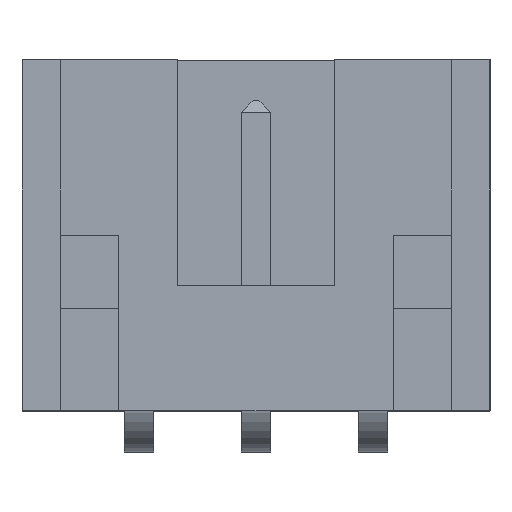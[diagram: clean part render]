
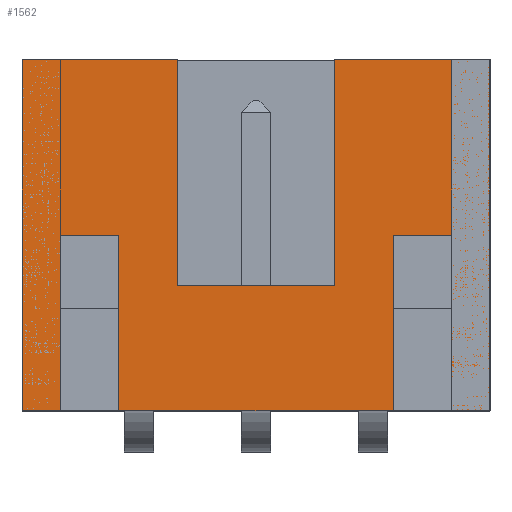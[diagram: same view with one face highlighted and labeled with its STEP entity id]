
A CAD part, top view. The second image highlights one B-rep face of the part: STEP entity #1562.
In plain terms, the highlighted planar face has unit normal (0, 0, 1).
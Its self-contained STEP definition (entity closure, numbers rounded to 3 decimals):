
#1 = VECTOR ( 'NONE', #714, 1000. ) ;
#5 = VECTOR ( 'NONE', #1563, 1000. ) ;
#48 = LINE ( 'NONE', #1084, #1710 ) ;
#55 = ORIENTED_EDGE ( 'NONE', *, *, #2162, .T. ) ;
#64 = VERTEX_POINT ( 'NONE', #2029 ) ;
#69 = LINE ( 'NONE', #1956, #5 ) ;
#71 = EDGE_CURVE ( 'NONE', #1030, #1742, #794, .T. ) ;
#80 = CARTESIAN_POINT ( 'NONE',  ( 0., 0., 0.65 ) ) ;
#124 = EDGE_CURVE ( 'NONE', #2749, #1109, #1916, .T. ) ;
#135 = EDGE_CURVE ( 'NONE', #716, #1030, #1598, .T. ) ;
#177 = ORIENTED_EDGE ( 'NONE', *, *, #71, .T. ) ;
#248 = CARTESIAN_POINT ( 'NONE',  ( 5.35, 2.134, 0.65 ) ) ;
#289 = EDGE_CURVE ( 'NONE', #876, #2572, #48, .T. ) ;
#329 = CARTESIAN_POINT ( 'NONE',  ( 5.35, 0., 0.65 ) ) ;
#349 = CARTESIAN_POINT ( 'NONE',  ( 8., 6., 0.65 ) ) ;
#358 = DIRECTION ( 'NONE',  ( 1., 0., 0. ) ) ;
#387 = ORIENTED_EDGE ( 'NONE', *, *, #1686, .T. ) ;
#418 = ORIENTED_EDGE ( 'NONE', *, *, #2718, .T. ) ;
#426 = DIRECTION ( 'NONE',  ( -1., 0., 0. ) ) ;
#429 = CARTESIAN_POINT ( 'NONE',  ( 8., 0., 0.65 ) ) ;
#446 = CARTESIAN_POINT ( 'NONE',  ( 1.65, 0., 0.65 ) ) ;
#455 = ORIENTED_EDGE ( 'NONE', *, *, #135, .T. ) ;
#480 = VERTEX_POINT ( 'NONE', #2219 ) ;
#550 = CARTESIAN_POINT ( 'NONE',  ( 6.35, 3., 0.65 ) ) ;
#669 = VECTOR ( 'NONE', #2050, 1000. ) ;
#677 = LINE ( 'NONE', #798, #2564 ) ;
#714 = DIRECTION ( 'NONE',  ( -1., 0., 0. ) ) ;
#716 = VERTEX_POINT ( 'NONE', #446 ) ;
#720 = CARTESIAN_POINT ( 'NONE',  ( 0., 3., 0.65 ) ) ;
#736 = VECTOR ( 'NONE', #1443, 1000. ) ;
#741 = EDGE_CURVE ( 'NONE', #1109, #2295, #1078, .T. ) ;
#787 = CARTESIAN_POINT ( 'NONE',  ( 0.65, 3., 0.65 ) ) ;
#794 = LINE ( 'NONE', #1631, #1318 ) ;
#798 = CARTESIAN_POINT ( 'NONE',  ( 2.65, 0., 0.65 ) ) ;
#807 = VECTOR ( 'NONE', #1688, 1000. ) ;
#809 = CARTESIAN_POINT ( 'NONE',  ( 0., 0., 0.65 ) ) ;
#813 = CARTESIAN_POINT ( 'NONE',  ( 7.35, 0., 0.65 ) ) ;
#818 = CARTESIAN_POINT ( 'NONE',  ( 0.65, 0., 0.65 ) ) ;
#868 = CARTESIAN_POINT ( 'NONE',  ( 0., 0., 0.65 ) ) ;
#876 = VERTEX_POINT ( 'NONE', #2618 ) ;
#898 = EDGE_LOOP ( 'NONE', ( #387, #2021, #55, #1189, #1898, #2173, #1741, #455, #177, #1415, #1317, #418, #1644, #2419, #1098, #2429 ) ) ;
#901 = CARTESIAN_POINT ( 'NONE',  ( 1.65, 3., 0.65 ) ) ;
#924 = EDGE_CURVE ( 'NONE', #1742, #64, #1080, .T. ) ;
#936 = VECTOR ( 'NONE', #1158, 1000. ) ;
#979 = EDGE_CURVE ( 'NONE', #2239, #1680, #2249, .T. ) ;
#1030 = VERTEX_POINT ( 'NONE', #2481 ) ;
#1039 = CARTESIAN_POINT ( 'NONE',  ( 0.65, 0., 0.65 ) ) ;
#1057 = DIRECTION ( 'NONE',  ( 1., 0., 0. ) ) ;
#1078 = LINE ( 'NONE', #2335, #1745 ) ;
#1080 = LINE ( 'NONE', #720, #2764 ) ;
#1084 = CARTESIAN_POINT ( 'NONE',  ( 0., 6., 0.65 ) ) ;
#1098 = ORIENTED_EDGE ( 'NONE', *, *, #1616, .T. ) ;
#1109 = VERTEX_POINT ( 'NONE', #787 ) ;
#1141 = LINE ( 'NONE', #2558, #1835 ) ;
#1158 = DIRECTION ( 'NONE',  ( 0., 1., 0. ) ) ;
#1189 = ORIENTED_EDGE ( 'NONE', *, *, #1872, .T. ) ;
#1201 = LINE ( 'NONE', #2699, #669 ) ;
#1220 = DIRECTION ( 'NONE',  ( 1., 0., 0. ) ) ;
#1317 = ORIENTED_EDGE ( 'NONE', *, *, #2757, .T. ) ;
#1318 = VECTOR ( 'NONE', #2497, 1000. ) ;
#1383 = VERTEX_POINT ( 'NONE', #248 ) ;
#1415 = ORIENTED_EDGE ( 'NONE', *, *, #924, .T. ) ;
#1443 = DIRECTION ( 'NONE',  ( 0., -1., 0. ) ) ;
#1449 = EDGE_CURVE ( 'NONE', #1383, #480, #69, .T. ) ;
#1467 = AXIS2_PLACEMENT_3D ( 'NONE', #80, #2232, #1766 ) ;
#1492 = DIRECTION ( 'NONE',  ( 1., 0., 0. ) ) ;
#1515 = CARTESIAN_POINT ( 'NONE',  ( 0., 6., 0.65 ) ) ;
#1562 = ADVANCED_FACE ( 'NONE', ( #2220 ), #1803, .T. ) ;
#1563 = DIRECTION ( 'NONE',  ( -1., 0., 0. ) ) ;
#1581 = LINE ( 'NONE', #1515, #1 ) ;
#1598 = LINE ( 'NONE', #2530, #2746 ) ;
#1616 = EDGE_CURVE ( 'NONE', #2786, #1383, #2337, .T. ) ;
#1631 = CARTESIAN_POINT ( 'NONE',  ( 6.35, 0., 0.65 ) ) ;
#1644 = ORIENTED_EDGE ( 'NONE', *, *, #979, .T. ) ;
#1680 = VERTEX_POINT ( 'NONE', #349 ) ;
#1686 = EDGE_CURVE ( 'NONE', #480, #876, #677, .T. ) ;
#1688 = DIRECTION ( 'NONE',  ( 0., -1., 0. ) ) ;
#1710 = VECTOR ( 'NONE', #426, 1000. ) ;
#1741 = ORIENTED_EDGE ( 'NONE', *, *, #2700, .T. ) ;
#1742 = VERTEX_POINT ( 'NONE', #550 ) ;
#1745 = VECTOR ( 'NONE', #1492, 1000. ) ;
#1753 = LINE ( 'NONE', #809, #1901 ) ;
#1766 = DIRECTION ( 'NONE',  ( 1., 0., 0. ) ) ;
#1770 = VERTEX_POINT ( 'NONE', #2724 ) ;
#1803 = PLANE ( 'NONE',  #1467 ) ;
#1817 = DIRECTION ( 'NONE',  ( 1., 0., 0. ) ) ;
#1835 = VECTOR ( 'NONE', #1057, 1000. ) ;
#1872 = EDGE_CURVE ( 'NONE', #1770, #2749, #1141, .T. ) ;
#1898 = ORIENTED_EDGE ( 'NONE', *, *, #124, .T. ) ;
#1901 = VECTOR ( 'NONE', #1220, 1000. ) ;
#1916 = LINE ( 'NONE', #1039, #2084 ) ;
#1956 = CARTESIAN_POINT ( 'NONE',  ( 0., 2.134, 0.65 ) ) ;
#1963 = VERTEX_POINT ( 'NONE', #813 ) ;
#2021 = ORIENTED_EDGE ( 'NONE', *, *, #289, .T. ) ;
#2029 = CARTESIAN_POINT ( 'NONE',  ( 7.35, 3., 0.65 ) ) ;
#2050 = DIRECTION ( 'NONE',  ( 0., -1., 0. ) ) ;
#2078 = CARTESIAN_POINT ( 'NONE',  ( 7.35, 0., 0.65 ) ) ;
#2084 = VECTOR ( 'NONE', #2307, 1000. ) ;
#2162 = EDGE_CURVE ( 'NONE', #2572, #1770, #2517, .T. ) ;
#2173 = ORIENTED_EDGE ( 'NONE', *, *, #741, .T. ) ;
#2219 = CARTESIAN_POINT ( 'NONE',  ( 2.65, 2.134, 0.65 ) ) ;
#2220 = FACE_OUTER_BOUND ( 'NONE', #898, .T. ) ;
#2225 = CARTESIAN_POINT ( 'NONE',  ( 8., 0., 0.65 ) ) ;
#2232 = DIRECTION ( 'NONE',  ( 0., 0., 1. ) ) ;
#2239 = VERTEX_POINT ( 'NONE', #429 ) ;
#2249 = LINE ( 'NONE', #2225, #936 ) ;
#2259 = VECTOR ( 'NONE', #2272, 1000. ) ;
#2264 = DIRECTION ( 'NONE',  ( 0., 1., 0. ) ) ;
#2272 = DIRECTION ( 'NONE',  ( 0., -1., 0. ) ) ;
#2295 = VERTEX_POINT ( 'NONE', #901 ) ;
#2307 = DIRECTION ( 'NONE',  ( 0., 1., 0. ) ) ;
#2335 = CARTESIAN_POINT ( 'NONE',  ( 0., 3., 0.65 ) ) ;
#2337 = LINE ( 'NONE', #329, #2259 ) ;
#2412 = EDGE_CURVE ( 'NONE', #1680, #2786, #1581, .T. ) ;
#2419 = ORIENTED_EDGE ( 'NONE', *, *, #2412, .T. ) ;
#2429 = ORIENTED_EDGE ( 'NONE', *, *, #1449, .T. ) ;
#2438 = LINE ( 'NONE', #2078, #736 ) ;
#2481 = CARTESIAN_POINT ( 'NONE',  ( 6.35, 0., 0.65 ) ) ;
#2497 = DIRECTION ( 'NONE',  ( 0., 1., 0. ) ) ;
#2517 = LINE ( 'NONE', #868, #807 ) ;
#2530 = CARTESIAN_POINT ( 'NONE',  ( 0., 0., 0.65 ) ) ;
#2558 = CARTESIAN_POINT ( 'NONE',  ( 0., 0., 0.65 ) ) ;
#2564 = VECTOR ( 'NONE', #2264, 1000. ) ;
#2572 = VERTEX_POINT ( 'NONE', #2693 ) ;
#2618 = CARTESIAN_POINT ( 'NONE',  ( 2.65, 6., 0.65 ) ) ;
#2693 = CARTESIAN_POINT ( 'NONE',  ( 0., 6., 0.65 ) ) ;
#2699 = CARTESIAN_POINT ( 'NONE',  ( 1.65, 0., 0.65 ) ) ;
#2700 = EDGE_CURVE ( 'NONE', #2295, #716, #1201, .T. ) ;
#2718 = EDGE_CURVE ( 'NONE', #1963, #2239, #1753, .T. ) ;
#2724 = CARTESIAN_POINT ( 'NONE',  ( 0., 0., 0.65 ) ) ;
#2746 = VECTOR ( 'NONE', #358, 1000. ) ;
#2749 = VERTEX_POINT ( 'NONE', #818 ) ;
#2757 = EDGE_CURVE ( 'NONE', #64, #1963, #2438, .T. ) ;
#2762 = CARTESIAN_POINT ( 'NONE',  ( 5.35, 6., 0.65 ) ) ;
#2764 = VECTOR ( 'NONE', #1817, 1000. ) ;
#2786 = VERTEX_POINT ( 'NONE', #2762 ) ;
